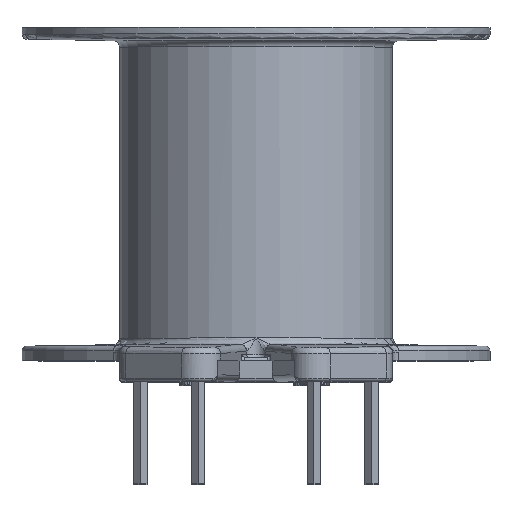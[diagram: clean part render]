
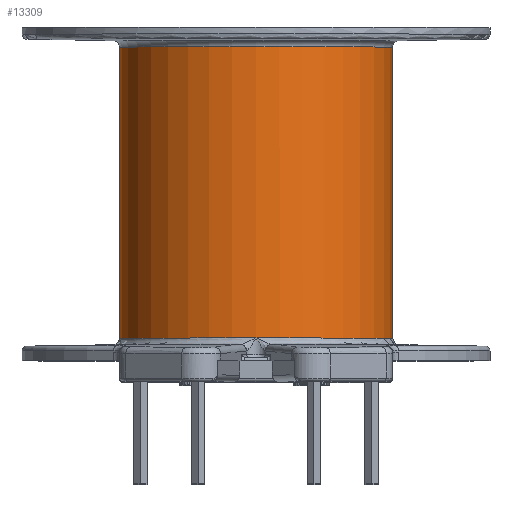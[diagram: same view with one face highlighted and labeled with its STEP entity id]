
A CAD part, top view. The second image highlights one B-rep face of the part: STEP entity #13309.
In plain terms, the highlighted cylindrical face has radius 8.4 mm (diameter 16.8 mm), a partial arc.
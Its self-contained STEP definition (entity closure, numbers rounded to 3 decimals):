
#110=CARTESIAN_POINT('',(0.,19.307,0.));
#111=DIRECTION('',(0.,-1.,0.));
#112=DIRECTION('',(1.,0.,0.));
#113=AXIS2_PLACEMENT_3D('',#110,#111,#112);
#115=CARTESIAN_POINT('',(0.,19.307,0.));
#116=DIRECTION('',(0.,-1.,0.));
#117=DIRECTION('',(1.,0.,0.004));
#118=AXIS2_PLACEMENT_3D('',#115,#116,#117);
#160=DIRECTION('',(0.,1.,0.));
#161=VECTOR('',#160,17.913);
#162=CARTESIAN_POINT('',(-8.4,1.393,0.));
#163=LINE('',#162,#161);
#164=CARTESIAN_POINT('',(0.,1.393,0.));
#165=DIRECTION('',(0.,1.,0.));
#166=DIRECTION('',(0.,0.,1.));
#167=AXIS2_PLACEMENT_3D('',#164,#165,#166);
#169=CARTESIAN_POINT('',(0.,1.393,0.));
#170=DIRECTION('',(0.,1.,0.));
#171=DIRECTION('',(1.,0.,0.005));
#172=AXIS2_PLACEMENT_3D('',#169,#170,#171);
#604=CARTESIAN_POINT('',(0.,1.393,0.));
#605=DIRECTION('',(0.,1.,0.));
#606=DIRECTION('',(-1.,0.,0.));
#607=AXIS2_PLACEMENT_3D('',#604,#605,#606);
#4936=DIRECTION('',(0.,1.,0.));
#4937=VECTOR('',#4936,17.913);
#4938=CARTESIAN_POINT('',(8.4,1.393,0.));
#4939=LINE('',#4938,#4937);
#10387=CARTESIAN_POINT('',(8.4,19.307,
0.03));
#10388=CARTESIAN_POINT('',(-8.4,19.307,0.));
#10389=VERTEX_POINT('',#10387);
#10390=VERTEX_POINT('',#10388);
#10391=CARTESIAN_POINT('',(8.4,19.307,0.));
#10392=VERTEX_POINT('',#10391);
#10399=CARTESIAN_POINT('',(-0.001,1.393,
8.4));
#10400=CARTESIAN_POINT('',(8.4,1.393,
0.044));
#10401=VERTEX_POINT('',#10399);
#10402=VERTEX_POINT('',#10400);
#10403=CARTESIAN_POINT('',(8.4,1.393,0.));
#10404=VERTEX_POINT('',#10403);
#10405=CARTESIAN_POINT('',(-8.4,1.393,0.));
#10406=VERTEX_POINT('',#10405);
#13290=CARTESIAN_POINT('',(0.,21.525,0.));
#13291=DIRECTION('',(0.,-1.,0.));
#13292=DIRECTION('',(-1.,0.,0.));
#13293=AXIS2_PLACEMENT_3D('',#13290,#13291,#13292);
#13294=CYLINDRICAL_SURFACE('',#13293,8.4);
#13296=ORIENTED_EDGE('',*,*,#13295,.F.);
#13298=ORIENTED_EDGE('',*,*,#13297,.F.);
#13300=ORIENTED_EDGE('',*,*,#13299,.F.);
#13302=ORIENTED_EDGE('',*,*,#13301,.T.);
#13303=ORIENTED_EDGE('',*,*,#13270,.F.);
#13304=ORIENTED_EDGE('',*,*,#13268,.F.);
#13306=ORIENTED_EDGE('',*,*,#13305,.F.);
#13307=EDGE_LOOP('',(#13296,#13298,#13300,#13302,#13303,#13304,#13306));
#13308=FACE_OUTER_BOUND('',#13307,.F.);
#114=CIRCLE('',#113,8.4);
#119=CIRCLE('',#118,8.4);
#168=CIRCLE('',#167,8.4);
#173=CIRCLE('',#172,8.4);
#608=CIRCLE('',#607,8.4);
#13268=EDGE_CURVE('',#10392,#10389,#114,.T.);
#13270=EDGE_CURVE('',#10389,#10390,#119,.T.);
#13295=EDGE_CURVE('',#10402,#10404,#173,.T.);
#13297=EDGE_CURVE('',#10401,#10402,#168,.T.);
#13299=EDGE_CURVE('',#10406,#10401,#608,.T.);
#13301=EDGE_CURVE('',#10406,#10390,#163,.T.);
#13305=EDGE_CURVE('',#10404,#10392,#4939,.T.);
#13309=ADVANCED_FACE('',(#13308),#13294,.T.);
